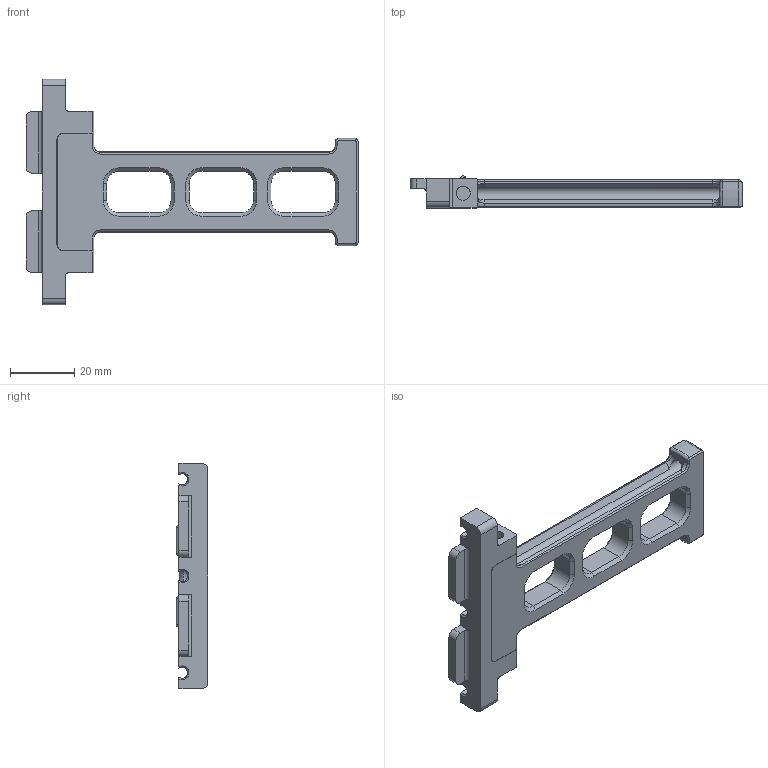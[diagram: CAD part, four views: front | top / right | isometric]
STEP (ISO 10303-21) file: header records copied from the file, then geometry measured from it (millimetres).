
FILE_DESCRIPTION (( 'STEP AP214' ), '1' );
FILE_NAME ('Spool_Holder_V0_Rotatable.STEP', '2023-04-26T04:27:26', ( '' ), ( '' ), 'SwSTEP 2.0', 'SolidWorks 2022', '' );
FILE_SCHEMA (( 'AUTOMOTIVE_DESIGN' ));
Length unit declared in the file: millimetre
Products named in the file (1): Spool_Holder_V0_Rotatable
Bounding box: 103 x 9.88 x 70 mm (x, y, z)
Volume: 16822.1 mm3; surface area: 12029.3 mm2
Topology: 2 solids, 4 shells, 319 faces, 831 edges, 514 vertices
Faces by surface type: plane 130, cylinder 81, bspline 39, cone 36, torus 20, sphere 13
Full cylindrical faces by diameter (mm): 4.2 x2, 4.4 x2, 4.6 x1
Entity records: 16096 total; most frequent: CARTESIAN_POINT 8258, ORIENTED_EDGE 1568, DIRECTION 1401, EDGE_CURVE 784, AXIS2_PLACEMENT_3D 506, VERTEX_POINT 492, VECTOR 389, LINE 389
